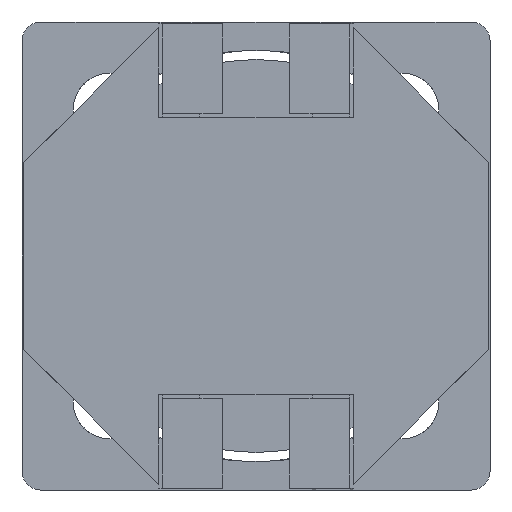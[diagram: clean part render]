
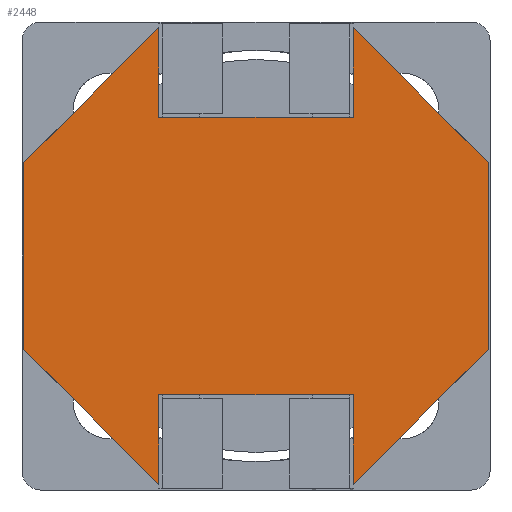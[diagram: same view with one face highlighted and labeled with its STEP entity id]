
A CAD part, front view. The second image highlights one B-rep face of the part: STEP entity #2448.
In plain terms, the highlighted planar face has unit normal (0, -1, 0).
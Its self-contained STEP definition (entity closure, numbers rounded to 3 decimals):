
#261=DIRECTION('',(0.,0.,1.));
#262=VECTOR('',#261,2.4);
#263=CARTESIAN_POINT('',(-2.6,-0.2,3.7));
#264=LINE('',#263,#262);
#269=DIRECTION('',(-1.,0.,0.));
#270=VECTOR('',#269,5.2);
#271=CARTESIAN_POINT('',(2.6,-0.2,3.7));
#272=LINE('',#271,#270);
#526=DIRECTION('',(0.,0.,1.));
#527=VECTOR('',#526,5.);
#528=CARTESIAN_POINT('',(-6.2,-0.2,-2.5));
#529=LINE('',#528,#527);
#530=DIRECTION('',(0.707,0.,0.707));
#531=VECTOR('',#530,5.091);
#532=CARTESIAN_POINT('',(-6.2,-0.2,2.5));
#533=LINE('',#532,#531);
#534=DIRECTION('',(0.707,0.,-0.707));
#535=VECTOR('',#534,5.091);
#536=CARTESIAN_POINT('',(2.6,-0.2,6.1));
#537=LINE('',#536,#535);
#538=DIRECTION('',(0.,0.,-1.));
#539=VECTOR('',#538,5.);
#540=CARTESIAN_POINT('',(6.2,-0.2,2.5));
#541=LINE('',#540,#539);
#542=DIRECTION('',(-0.707,0.,-0.707));
#543=VECTOR('',#542,5.091);
#544=CARTESIAN_POINT('',(6.2,-0.2,-2.5));
#545=LINE('',#544,#543);
#546=DIRECTION('',(-0.707,0.,0.707));
#547=VECTOR('',#546,5.091);
#548=CARTESIAN_POINT('',(-2.6,-0.2,-6.1));
#549=LINE('',#548,#547);
#606=DIRECTION('',(0.,0.,-1.));
#607=VECTOR('',#606,2.4);
#608=CARTESIAN_POINT('',(2.6,-0.2,6.1));
#609=LINE('',#608,#607);
#1220=DIRECTION('',(0.,0.,-1.));
#1221=VECTOR('',#1220,2.4);
#1222=CARTESIAN_POINT('',(2.6,-0.2,-3.7));
#1223=LINE('',#1222,#1221);
#1228=DIRECTION('',(1.,0.,0.));
#1229=VECTOR('',#1228,5.2);
#1230=CARTESIAN_POINT('',(-2.6,-0.2,-3.7));
#1231=LINE('',#1230,#1229);
#1308=DIRECTION('',(0.,0.,1.));
#1309=VECTOR('',#1308,2.4);
#1310=CARTESIAN_POINT('',(-2.6,-0.2,-6.1));
#1311=LINE('',#1310,#1309);
#1369=CARTESIAN_POINT('',(-2.6,-0.2,-6.1));
#1370=CARTESIAN_POINT('',(-6.2,-0.2,-2.5));
#1371=VERTEX_POINT('',#1369);
#1372=VERTEX_POINT('',#1370);
#1373=CARTESIAN_POINT('',(-6.2,-0.2,2.5));
#1374=VERTEX_POINT('',#1373);
#1375=CARTESIAN_POINT('',(-2.6,-0.2,6.1));
#1376=VERTEX_POINT('',#1375);
#1377=CARTESIAN_POINT('',(2.6,-0.2,6.1));
#1378=CARTESIAN_POINT('',(6.2,-0.2,2.5));
#1379=VERTEX_POINT('',#1377);
#1380=VERTEX_POINT('',#1378);
#1381=CARTESIAN_POINT('',(6.2,-0.2,-2.5));
#1382=VERTEX_POINT('',#1381);
#1383=CARTESIAN_POINT('',(2.6,-0.2,-6.1));
#1384=VERTEX_POINT('',#1383);
#1549=CARTESIAN_POINT('',(-2.6,-0.2,3.7));
#1550=VERTEX_POINT('',#1549);
#1551=CARTESIAN_POINT('',(2.6,-0.2,3.7));
#1552=VERTEX_POINT('',#1551);
#1553=CARTESIAN_POINT('',(2.6,-0.2,-3.7));
#1554=VERTEX_POINT('',#1553);
#1555=CARTESIAN_POINT('',(-2.6,-0.2,-3.7));
#1556=VERTEX_POINT('',#1555);
#2421=CARTESIAN_POINT('',(0.,-0.2,0.));
#2422=DIRECTION('',(0.,1.,0.));
#2423=DIRECTION('',(1.,0.,0.));
#2424=AXIS2_PLACEMENT_3D('',#2421,#2422,#2423);
#2425=PLANE('',#2424);
#2427=ORIENTED_EDGE('',*,*,#2426,.T.);
#2428=ORIENTED_EDGE('',*,*,#2414,.T.);
#2429=ORIENTED_EDGE('',*,*,#1973,.F.);
#2430=ORIENTED_EDGE('',*,*,#1997,.F.);
#2432=ORIENTED_EDGE('',*,*,#2431,.F.);
#2434=ORIENTED_EDGE('',*,*,#2433,.T.);
#2436=ORIENTED_EDGE('',*,*,#2435,.T.);
#2438=ORIENTED_EDGE('',*,*,#2437,.T.);
#2440=ORIENTED_EDGE('',*,*,#2439,.F.);
#2442=ORIENTED_EDGE('',*,*,#2441,.F.);
#2444=ORIENTED_EDGE('',*,*,#2443,.F.);
#2445=ORIENTED_EDGE('',*,*,#2343,.T.);
#2446=EDGE_LOOP('',(#2427,#2428,#2429,#2430,#2432,#2434,#2436,#2438,#2440,#2442,
#2444,#2445));
#2447=FACE_OUTER_BOUND('',#2446,.F.);
#1973=EDGE_CURVE('',#1550,#1376,#264,.T.);
#1997=EDGE_CURVE('',#1552,#1550,#272,.T.);
#2343=EDGE_CURVE('',#1371,#1372,#549,.T.);
#2414=EDGE_CURVE('',#1374,#1376,#533,.T.);
#2426=EDGE_CURVE('',#1372,#1374,#529,.T.);
#2431=EDGE_CURVE('',#1379,#1552,#609,.T.);
#2433=EDGE_CURVE('',#1379,#1380,#537,.T.);
#2435=EDGE_CURVE('',#1380,#1382,#541,.T.);
#2437=EDGE_CURVE('',#1382,#1384,#545,.T.);
#2439=EDGE_CURVE('',#1554,#1384,#1223,.T.);
#2441=EDGE_CURVE('',#1556,#1554,#1231,.T.);
#2443=EDGE_CURVE('',#1371,#1556,#1311,.T.);
#2448=ADVANCED_FACE('',(#2447),#2425,.F.);
